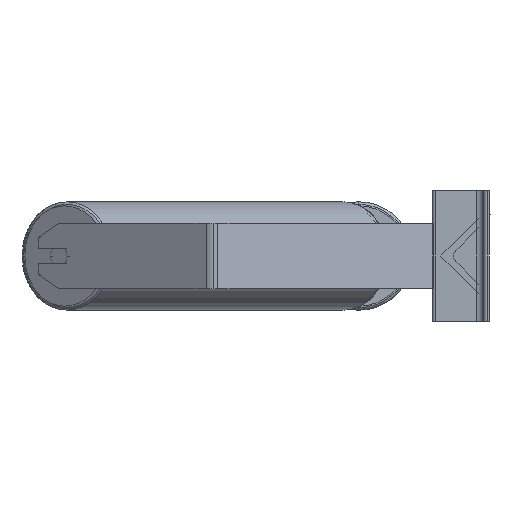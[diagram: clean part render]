
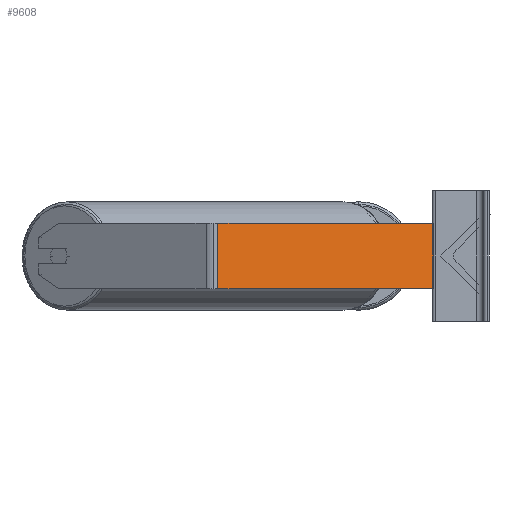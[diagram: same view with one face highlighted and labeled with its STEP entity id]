
A CAD part, left-side view. The second image highlights one B-rep face of the part: STEP entity #9608.
In plain terms, the highlighted planar face has unit normal (-0.94, -0.342, 0).
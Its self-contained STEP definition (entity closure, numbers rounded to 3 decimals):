
#231 = ORIENTED_EDGE ( 'NONE', *, *, #10596, .T. ) ;
#294 = AXIS2_PLACEMENT_3D ( 'NONE', #3116, #649, #10086 ) ;
#314 = VECTOR ( 'NONE', #3060, 1000. ) ;
#649 = DIRECTION ( 'NONE',  ( 0.94, 0.342, 0. ) ) ;
#800 = CARTESIAN_POINT ( 'NONE',  ( -983.853, 273.627, 40. ) ) ;
#987 = ORIENTED_EDGE ( 'NONE', *, *, #3763, .T. ) ;
#1281 = VERTEX_POINT ( 'NONE', #8838 ) ;
#1607 = DIRECTION ( 'NONE',  ( 0., 0., -1. ) ) ;
#2450 = VECTOR ( 'NONE', #7729, 1000. ) ;
#2727 = VERTEX_POINT ( 'NONE', #8981 ) ;
#3060 = DIRECTION ( 'NONE',  ( 0.342, -0.94, 0. ) ) ;
#3116 = CARTESIAN_POINT ( 'NONE',  ( -986.701, 281.453, 40. ) ) ;
#3176 = LINE ( 'NONE', #5045, #9846 ) ;
#3763 = EDGE_CURVE ( 'NONE', #6748, #2727, #3176, .T. ) ;
#3921 = CARTESIAN_POINT ( 'NONE',  ( -986.701, 281.453, -40. ) ) ;
#4301 = VECTOR ( 'NONE', #5465, 1000. ) ;
#4563 = LINE ( 'NONE', #6179, #4301 ) ;
#4987 = LINE ( 'NONE', #3921, #314 ) ;
#5045 = CARTESIAN_POINT ( 'NONE',  ( -983.853, 273.627, 40. ) ) ;
#5181 = CARTESIAN_POINT ( 'NONE',  ( -887.518, 8.948, 40. ) ) ;
#5465 = DIRECTION ( 'NONE',  ( 0.342, -0.94, 0. ) ) ;
#6179 = CARTESIAN_POINT ( 'NONE',  ( -986.701, 281.453, 40. ) ) ;
#6697 = FACE_OUTER_BOUND ( 'NONE', #7364, .T. ) ;
#6748 = VERTEX_POINT ( 'NONE', #800 ) ;
#7062 = VERTEX_POINT ( 'NONE', #10464 ) ;
#7364 = EDGE_LOOP ( 'NONE', ( #231, #8013, #9645, #987 ) ) ;
#7729 = DIRECTION ( 'NONE',  ( 0., 0., -1. ) ) ;
#7779 = LINE ( 'NONE', #5181, #2450 ) ;
#8013 = ORIENTED_EDGE ( 'NONE', *, *, #8102, .F. ) ;
#8102 = EDGE_CURVE ( 'NONE', #7062, #1281, #7779, .T. ) ;
#8298 = PLANE ( 'NONE',  #294 ) ;
#8838 = CARTESIAN_POINT ( 'NONE',  ( -887.518, 8.948, -40. ) ) ;
#8981 = CARTESIAN_POINT ( 'NONE',  ( -983.853, 273.627, -40. ) ) ;
#9608 = ADVANCED_FACE ( 'NONE', ( #6697 ), #8298, .F. ) ;
#9645 = ORIENTED_EDGE ( 'NONE', *, *, #10861, .F. ) ;
#9846 = VECTOR ( 'NONE', #1607, 1000. ) ;
#10086 = DIRECTION ( 'NONE',  ( -0.342, 0.94, 0. ) ) ;
#10464 = CARTESIAN_POINT ( 'NONE',  ( -887.518, 8.948, 40. ) ) ;
#10596 = EDGE_CURVE ( 'NONE', #2727, #1281, #4987, .T. ) ;
#10861 = EDGE_CURVE ( 'NONE', #6748, #7062, #4563, .T. ) ;
